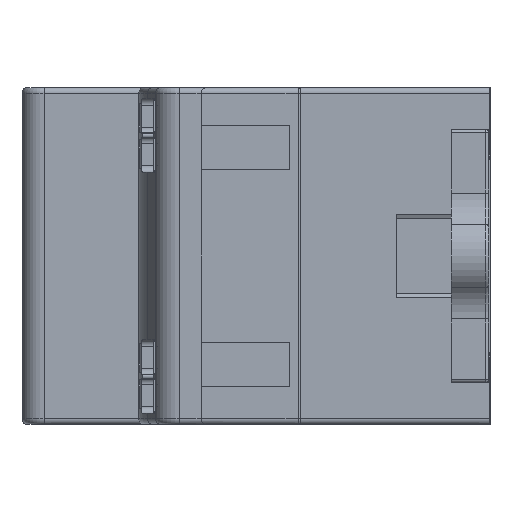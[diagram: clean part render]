
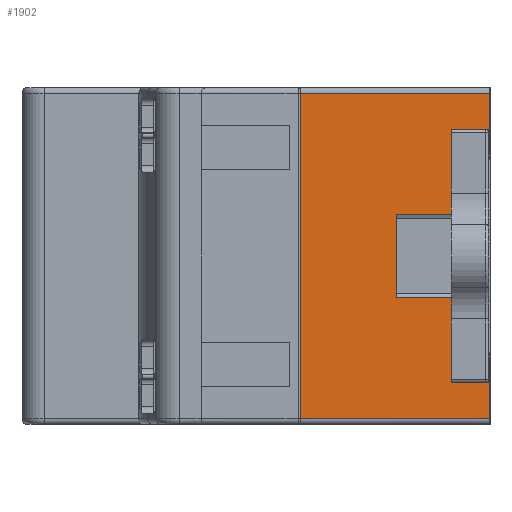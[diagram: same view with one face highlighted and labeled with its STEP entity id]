
A CAD part, left-side view. The second image highlights one B-rep face of the part: STEP entity #1902.
In plain terms, the highlighted planar face has unit normal (-1, 0, 0).
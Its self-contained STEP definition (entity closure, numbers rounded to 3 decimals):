
#1902=ADVANCED_FACE('',(#7929),#5186,.F.);
#5186=PLANE('',#68499);
#7929=FACE_OUTER_BOUND('',#11168,.T.);
#11168=EDGE_LOOP('',(#18353,#18354,#18355,#18356,#18357,#18358,#18359,#18360,
#18361,#18362,#18363,#18364,#18365,#18366,#18367,#18368,#18369,#18370,#18371,
#18372,#18373,#18374));
#18353=ORIENTED_EDGE('',*,*,#43962,.F.);
#18354=ORIENTED_EDGE('',*,*,#43963,.T.);
#18355=ORIENTED_EDGE('',*,*,#43823,.F.);
#18356=ORIENTED_EDGE('',*,*,#43964,.T.);
#18357=ORIENTED_EDGE('',*,*,#43965,.F.);
#18358=ORIENTED_EDGE('',*,*,#43966,.F.);
#18359=ORIENTED_EDGE('',*,*,#43967,.F.);
#18360=ORIENTED_EDGE('',*,*,#43968,.F.);
#18361=ORIENTED_EDGE('',*,*,#43969,.F.);
#18362=ORIENTED_EDGE('',*,*,#43970,.T.);
#18363=ORIENTED_EDGE('',*,*,#43971,.F.);
#18364=ORIENTED_EDGE('',*,*,#43972,.F.);
#18365=ORIENTED_EDGE('',*,*,#43973,.F.);
#18366=ORIENTED_EDGE('',*,*,#43974,.F.);
#18367=ORIENTED_EDGE('',*,*,#43975,.F.);
#18368=ORIENTED_EDGE('',*,*,#43976,.F.);
#18369=ORIENTED_EDGE('',*,*,#43977,.F.);
#18370=ORIENTED_EDGE('',*,*,#43978,.T.);
#18371=ORIENTED_EDGE('',*,*,#43979,.T.);
#18372=ORIENTED_EDGE('',*,*,#43980,.F.);
#18373=ORIENTED_EDGE('',*,*,#43981,.F.);
#18374=ORIENTED_EDGE('',*,*,#43982,.F.);
#37101=VERTEX_POINT('',#96933);
#37102=VERTEX_POINT('',#96935);
#37215=VERTEX_POINT('',#97233);
#37216=VERTEX_POINT('',#97234);
#37217=VERTEX_POINT('',#97237);
#37218=VERTEX_POINT('',#97239);
#37219=VERTEX_POINT('',#97241);
#37220=VERTEX_POINT('',#97243);
#37221=VERTEX_POINT('',#97245);
#37222=VERTEX_POINT('',#97247);
#37223=VERTEX_POINT('',#97249);
#37224=VERTEX_POINT('',#97251);
#37225=VERTEX_POINT('',#97253);
#37226=VERTEX_POINT('',#97255);
#37227=VERTEX_POINT('',#97257);
#37228=VERTEX_POINT('',#97259);
#37229=VERTEX_POINT('',#97261);
#37230=VERTEX_POINT('',#97263);
#37231=VERTEX_POINT('',#97265);
#37232=VERTEX_POINT('',#97267);
#37233=VERTEX_POINT('',#97269);
#37234=VERTEX_POINT('',#97271);
#43823=EDGE_CURVE('',#37101,#37102,#52858,.T.);
#43962=EDGE_CURVE('',#37215,#37216,#52969,.T.);
#43963=EDGE_CURVE('',#37215,#37102,#52970,.T.);
#43964=EDGE_CURVE('',#37101,#37217,#52971,.T.);
#43965=EDGE_CURVE('',#37218,#37217,#52972,.T.);
#43966=EDGE_CURVE('',#37219,#37218,#52973,.T.);
#43967=EDGE_CURVE('',#37220,#37219,#52974,.T.);
#43968=EDGE_CURVE('',#37221,#37220,#52975,.T.);
#43969=EDGE_CURVE('',#37222,#37221,#52976,.T.);
#43970=EDGE_CURVE('',#37222,#37223,#52977,.T.);
#43971=EDGE_CURVE('',#37224,#37223,#52978,.T.);
#43972=EDGE_CURVE('',#37225,#37224,#52979,.T.);
#43973=EDGE_CURVE('',#37226,#37225,#52980,.T.);
#43974=EDGE_CURVE('',#37227,#37226,#52981,.T.);
#43975=EDGE_CURVE('',#37228,#37227,#52982,.T.);
#43976=EDGE_CURVE('',#37229,#37228,#52983,.T.);
#43977=EDGE_CURVE('',#37230,#37229,#52984,.T.);
#43978=EDGE_CURVE('',#37230,#37231,#52985,.T.);
#43979=EDGE_CURVE('',#37231,#37232,#52986,.T.);
#43980=EDGE_CURVE('',#37233,#37232,#52987,.T.);
#43981=EDGE_CURVE('',#37234,#37233,#52988,.T.);
#43982=EDGE_CURVE('',#37216,#37234,#52989,.T.);
#52858=LINE('',#96934,#61066);
#52969=LINE('',#97232,#61177);
#52970=LINE('',#97235,#61178);
#52971=LINE('',#97236,#61179);
#52972=LINE('',#97238,#61180);
#52973=LINE('',#97240,#61181);
#52974=LINE('',#97242,#61182);
#52975=LINE('',#97244,#61183);
#52976=LINE('',#97246,#61184);
#52977=LINE('',#97248,#61185);
#52978=LINE('',#97250,#61186);
#52979=LINE('',#97252,#61187);
#52980=LINE('',#97254,#61188);
#52981=LINE('',#97256,#61189);
#52982=LINE('',#97258,#61190);
#52983=LINE('',#97260,#61191);
#52984=LINE('',#97262,#61192);
#52985=LINE('',#97264,#61193);
#52986=LINE('',#97266,#61194);
#52987=LINE('',#97268,#61195);
#52988=LINE('',#97270,#61196);
#52989=LINE('',#97272,#61197);
#61066=VECTOR('',#75433,1.);
#61177=VECTOR('',#75628,1.);
#61178=VECTOR('',#75629,1.);
#61179=VECTOR('',#75630,1.);
#61180=VECTOR('',#75631,1.);
#61181=VECTOR('',#75632,1.);
#61182=VECTOR('',#75633,1.);
#61183=VECTOR('',#75634,1.);
#61184=VECTOR('',#75635,1.);
#61185=VECTOR('',#75636,1.);
#61186=VECTOR('',#75637,1.);
#61187=VECTOR('',#75638,1.);
#61188=VECTOR('',#75639,1.);
#61189=VECTOR('',#75640,1.);
#61190=VECTOR('',#75641,1.);
#61191=VECTOR('',#75642,1.);
#61192=VECTOR('',#75643,1.);
#61193=VECTOR('',#75644,1.);
#61194=VECTOR('',#75645,1.);
#61195=VECTOR('',#75646,1.);
#61196=VECTOR('',#75647,1.);
#61197=VECTOR('',#75648,1.);
#68499=AXIS2_PLACEMENT_3D('',#97273,#75649,#75650);
#75433=DIRECTION('',(0.,0.,1.));
#75628=DIRECTION('',(0.,0.,-1.));
#75629=DIRECTION('',(0.,1.,0.));
#75630=DIRECTION('',(0.,-1.,0.));
#75631=DIRECTION('',(0.,0.,-1.));
#75632=DIRECTION('',(0.,-1.,0.));
#75633=DIRECTION('',(0.,-1.,0.));
#75634=DIRECTION('',(0.,0.,-1.));
#75635=DIRECTION('',(0.,1.,0.));
#75636=DIRECTION('',(0.,0.,1.));
#75637=DIRECTION('',(0.,-1.,0.));
#75638=DIRECTION('',(0.,0.,1.));
#75639=DIRECTION('',(0.,-1.,0.));
#75640=DIRECTION('',(0.,0.,-1.));
#75641=DIRECTION('',(0.,1.,0.));
#75642=DIRECTION('',(0.,0.,1.));
#75643=DIRECTION('',(0.,1.,0.));
#75644=DIRECTION('',(0.,0.,1.));
#75645=DIRECTION('',(0.,1.,0.));
#75646=DIRECTION('',(0.,0.,-1.));
#75647=DIRECTION('',(0.,1.,0.));
#75648=DIRECTION('',(0.,1.,0.));
#75649=DIRECTION('',(1.,0.,0.));
#75650=DIRECTION('',(0.,0.,1.));
#96933=CARTESIAN_POINT('',(-1.,-27.008,-1.294));
#96934=CARTESIAN_POINT('',(-1.,-27.008,5.656));
#96935=CARTESIAN_POINT('',(-1.,-27.008,28.306));
#97232=CARTESIAN_POINT('',(-1.,-44.233,28.906));
#97233=CARTESIAN_POINT('',(-1.,-44.233,28.306));
#97234=CARTESIAN_POINT('',(-1.,-44.233,25.006));
#97235=CARTESIAN_POINT('',(-1.,-12.333,28.306));
#97236=CARTESIAN_POINT('',(-1.,-12.333,-1.294));
#97237=CARTESIAN_POINT('',(-1.,-44.233,-1.294));
#97238=CARTESIAN_POINT('',(-1.,-44.233,28.906));
#97239=CARTESIAN_POINT('',(-1.,-44.233,2.006));
#97240=CARTESIAN_POINT('',(-1.,-12.333,2.006));
#97241=CARTESIAN_POINT('',(-1.,-43.833,2.006));
#97242=CARTESIAN_POINT('',(-1.,-12.333,2.006));
#97243=CARTESIAN_POINT('',(-1.,-40.733,2.006));
#97244=CARTESIAN_POINT('',(-1.,-40.733,28.906));
#97245=CARTESIAN_POINT('',(-1.,-40.733,9.506));
#97246=CARTESIAN_POINT('',(-1.,-40.133,9.506));
#97247=CARTESIAN_POINT('',(-1.,-44.133,9.506));
#97248=CARTESIAN_POINT('',(-1.,-44.133,9.506));
#97249=CARTESIAN_POINT('',(-1.,-44.133,11.144));
#97250=CARTESIAN_POINT('',(-1.,-44.133,11.144));
#97251=CARTESIAN_POINT('',(-1.,-40.733,11.144));
#97252=CARTESIAN_POINT('',(-1.,-40.733,13.506));
#97253=CARTESIAN_POINT('',(-1.,-40.733,9.706));
#97254=CARTESIAN_POINT('',(-1.,-35.733,9.706));
#97255=CARTESIAN_POINT('',(-1.,-35.733,9.706));
#97256=CARTESIAN_POINT('',(-1.,-35.733,17.506));
#97257=CARTESIAN_POINT('',(-1.,-35.733,17.306));
#97258=CARTESIAN_POINT('',(-1.,-40.733,17.306));
#97259=CARTESIAN_POINT('',(-1.,-40.733,17.306));
#97260=CARTESIAN_POINT('',(-1.,-40.733,13.506));
#97261=CARTESIAN_POINT('',(-1.,-40.733,15.869));
#97262=CARTESIAN_POINT('',(-1.,-44.133,15.869));
#97263=CARTESIAN_POINT('',(-1.,-44.133,15.869));
#97264=CARTESIAN_POINT('',(-1.,-44.133,9.506));
#97265=CARTESIAN_POINT('',(-1.,-44.133,17.506));
#97266=CARTESIAN_POINT('',(-1.,-40.133,17.506));
#97267=CARTESIAN_POINT('',(-1.,-40.733,17.506));
#97268=CARTESIAN_POINT('',(-1.,-40.733,19.106));
#97269=CARTESIAN_POINT('',(-1.,-40.733,25.006));
#97270=CARTESIAN_POINT('',(-1.,-12.333,25.006));
#97271=CARTESIAN_POINT('',(-1.,-43.833,25.006));
#97272=CARTESIAN_POINT('',(-1.,-12.333,25.006));
#97273=CARTESIAN_POINT('',(-1.,-12.333,28.906));
